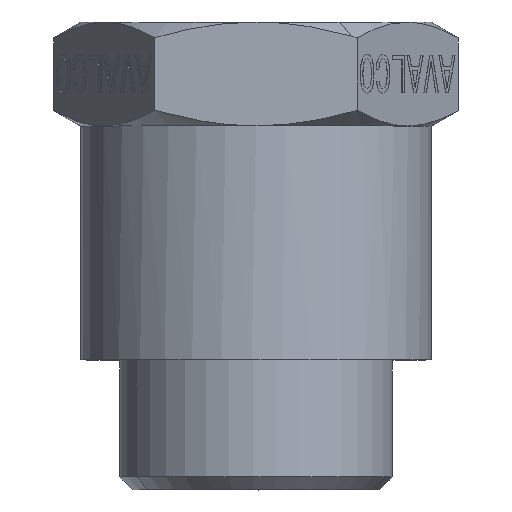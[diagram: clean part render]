
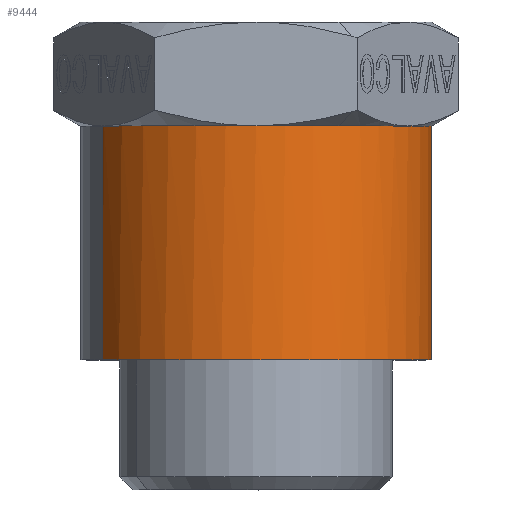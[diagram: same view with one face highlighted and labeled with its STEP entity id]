
A CAD part, top view. The second image highlights one B-rep face of the part: STEP entity #9444.
In plain terms, the highlighted cylindrical face has radius 13.5 mm (diameter 27 mm), a partial arc.
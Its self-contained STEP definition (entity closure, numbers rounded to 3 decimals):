
#1246=CARTESIAN_POINT('Axis2P3D Location',(0.,14.,0.)) ;
#1255=CARTESIAN_POINT('Vertex',(-11.847,28.,6.472)) ;
#1272=CARTESIAN_POINT('Vertex',(11.847,28.,-6.472)) ;
#1275=CARTESIAN_POINT('Line Origine',(11.847,19.,-6.472)) ;
#1279=CARTESIAN_POINT('Vertex',(11.847,10.,-6.472)) ;
#1286=CARTESIAN_POINT('Vertex',(-11.847,10.,6.472)) ;
#1289=CARTESIAN_POINT('Line Origine',(-11.847,19.,6.472)) ;
#1310=CARTESIAN_POINT('Axis2P3D Location',(0.,10.,0.)) ;
#1344=CARTESIAN_POINT('Vertex',(6.472,28.,11.847)) ;
#1347=CARTESIAN_POINT('Axis2P3D Location',(0.,28.,0.)) ;
#1351=CARTESIAN_POINT('Vertex',(11.691,28.,6.75)) ;
#1376=CARTESIAN_POINT('Axis2P3D Location',(0.,28.,0.)) ;
#1380=CARTESIAN_POINT('Vertex',(0.,28.,13.5)) ;
#1396=CARTESIAN_POINT('Axis2P3D Location',(0.,28.,0.)) ;
#1400=CARTESIAN_POINT('Vertex',(-11.691,28.,6.75)) ;
#9424=CARTESIAN_POINT('Axis2P3D Location',(0.,28.,0.)) ;
#9429=CARTESIAN_POINT('Axis2P3D Location',(0.,28.,0.)) ;
#1247=DIRECTION('Axis2P3D Direction',(0.,1.,0.)) ;
#1248=DIRECTION('Axis2P3D XDirection',(-0.878,0.,0.479)) ;
#1276=DIRECTION('Vector Direction',(0.,1.,0.)) ;
#1290=DIRECTION('Vector Direction',(0.,1.,0.)) ;
#1311=DIRECTION('Axis2P3D Direction',(0.,1.,0.)) ;
#1348=DIRECTION('Axis2P3D Direction',(0.,1.,0.)) ;
#1377=DIRECTION('Axis2P3D Direction',(0.,1.,0.)) ;
#1397=DIRECTION('Axis2P3D Direction',(0.,1.,0.)) ;
#9425=DIRECTION('Axis2P3D Direction',(0.,1.,0.)) ;
#9430=DIRECTION('Axis2P3D Direction',(0.,1.,0.)) ;
#1249=AXIS2_PLACEMENT_3D('Cylinder Axis2P3D',#1246,#1247,#1248) ;
#1312=AXIS2_PLACEMENT_3D('Circle Axis2P3D',#1310,#1311,$) ;
#1349=AXIS2_PLACEMENT_3D('Circle Axis2P3D',#1347,#1348,$) ;
#1378=AXIS2_PLACEMENT_3D('Circle Axis2P3D',#1376,#1377,$) ;
#1398=AXIS2_PLACEMENT_3D('Circle Axis2P3D',#1396,#1397,$) ;
#9426=AXIS2_PLACEMENT_3D('Circle Axis2P3D',#9424,#9425,$) ;
#9431=AXIS2_PLACEMENT_3D('Circle Axis2P3D',#9429,#9430,$) ;
#9435=ORIENTED_EDGE('',*,*,#9428,.F.) ;
#9436=ORIENTED_EDGE('',*,*,#1353,.F.) ;
#9437=ORIENTED_EDGE('',*,*,#1382,.F.) ;
#9438=ORIENTED_EDGE('',*,*,#1402,.F.) ;
#9439=ORIENTED_EDGE('',*,*,#9433,.F.) ;
#9440=ORIENTED_EDGE('',*,*,#1293,.T.) ;
#9441=ORIENTED_EDGE('',*,*,#1314,.T.) ;
#9442=ORIENTED_EDGE('',*,*,#1281,.F.) ;
#1277=VECTOR('Line Direction',#1276,1.) ;
#1291=VECTOR('Line Direction',#1290,1.) ;
#9444=ADVANCED_FACE('Corps principal',(#9443),#1250,.T.) ;
#1313=CIRCLE('generated circle',#1312,13.5) ;
#1350=CIRCLE('generated circle',#1349,13.5) ;
#1379=CIRCLE('generated circle',#1378,13.5) ;
#1399=CIRCLE('generated circle',#1398,13.5) ;
#9427=CIRCLE('generated circle',#9426,13.5) ;
#9432=CIRCLE('generated circle',#9431,13.5) ;
#1250=CYLINDRICAL_SURFACE('generated cylinder',#1249,13.5) ;
#1281=EDGE_CURVE('',#1273,#1280,#1278,.F.) ;
#1293=EDGE_CURVE('',#1256,#1287,#1292,.F.) ;
#1314=EDGE_CURVE('',#1287,#1280,#1313,.T.) ;
#1353=EDGE_CURVE('',#1345,#1352,#1350,.T.) ;
#1382=EDGE_CURVE('',#1381,#1345,#1379,.T.) ;
#1402=EDGE_CURVE('',#1401,#1381,#1399,.T.) ;
#9428=EDGE_CURVE('',#1352,#1273,#9427,.T.) ;
#9433=EDGE_CURVE('',#1256,#1401,#9432,.T.) ;
#9434=EDGE_LOOP('',(#9435,#9436,#9437,#9438,#9439,#9440,#9441,#9442)) ;
#9443=FACE_OUTER_BOUND('',#9434,.T.) ;
#1278=LINE('Line',#1275,#1277) ;
#1292=LINE('Line',#1289,#1291) ;
#1256=VERTEX_POINT('',#1255) ;
#1273=VERTEX_POINT('',#1272) ;
#1280=VERTEX_POINT('',#1279) ;
#1287=VERTEX_POINT('',#1286) ;
#1345=VERTEX_POINT('',#1344) ;
#1352=VERTEX_POINT('',#1351) ;
#1381=VERTEX_POINT('',#1380) ;
#1401=VERTEX_POINT('',#1400) ;
